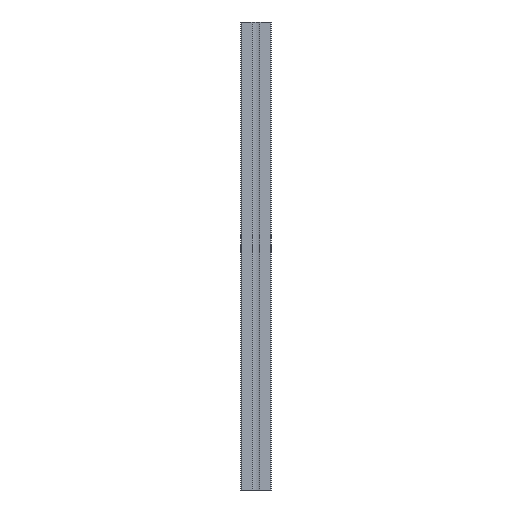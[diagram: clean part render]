
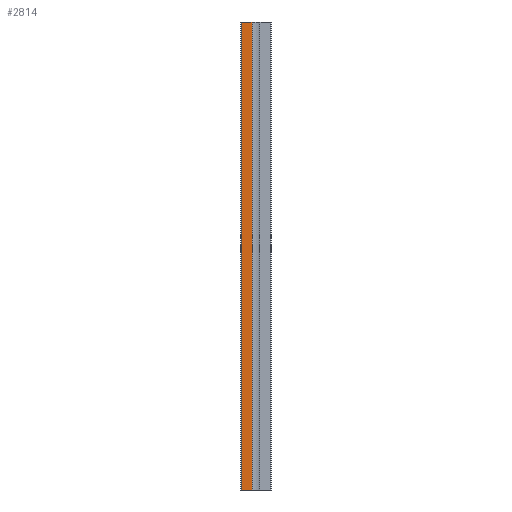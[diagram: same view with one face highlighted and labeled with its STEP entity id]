
A CAD part, left-side view. The second image highlights one B-rep face of the part: STEP entity #2814.
In plain terms, the highlighted planar face has unit normal (-1, 0, 0).
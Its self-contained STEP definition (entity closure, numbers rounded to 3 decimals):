
#144 = DIRECTION ( 'NONE',  ( 0., -1., 0. ) ) ;
#145 = VECTOR ( 'NONE', #144, 1000. ) ;
#146 = CARTESIAN_POINT ( 'NONE',  ( -12.497, 11.481, 190.5 ) ) ;
#147 = LINE ( 'NONE', #146, #145 ) ;
#148 = CARTESIAN_POINT ( 'NONE',  ( -12.497, 11.481, 190.5 ) ) ;
#149 = CARTESIAN_POINT ( 'NONE',  ( -12.497, 3.251, 190.5 ) ) ;
#175 = VERTEX_POINT ( 'NONE', #149 ) ;
#178 = VERTEX_POINT ( 'NONE', #148 ) ;
#179 = EDGE_CURVE ( 'NONE', #178, #175, #147, .T. ) ;
#190 = CARTESIAN_POINT ( 'NONE',  ( -12.497, 3.251, -190.5 ) ) ;
#204 = CARTESIAN_POINT ( 'NONE',  ( -12.497, 11.481, -190.5 ) ) ;
#230 = DIRECTION ( 'NONE',  ( 0., -1., 0. ) ) ;
#231 = VECTOR ( 'NONE', #230, 1000. ) ;
#232 = CARTESIAN_POINT ( 'NONE',  ( -12.497, 11.481, -190.5 ) ) ;
#233 = LINE ( 'NONE', #232, #231 ) ;
#640 = DIRECTION ( 'NONE',  ( 0., 0., -1. ) ) ;
#641 = DIRECTION ( 'NONE',  ( 1., 0., 0. ) ) ;
#642 = CARTESIAN_POINT ( 'NONE',  ( -12.497, 11.481, 190.5 ) ) ;
#643 = AXIS2_PLACEMENT_3D ( 'NONE', #642, #641, #640 ) ;
#644 = PLANE ( 'NONE',  #643 ) ;
#681 = FACE_OUTER_BOUND ( 'NONE', #3012, .T. ) ;
#689 = LINE ( 'NONE', #760, #759 ) ;
#758 = DIRECTION ( 'NONE',  ( 0., 0., -1. ) ) ;
#759 = VECTOR ( 'NONE', #758, 1000. ) ;
#760 = CARTESIAN_POINT ( 'NONE',  ( -12.497, 3.251, 190.5 ) ) ;
#952 = DIRECTION ( 'NONE',  ( 0., 0., -1. ) ) ;
#953 = VECTOR ( 'NONE', #952, 1000. ) ;
#954 = CARTESIAN_POINT ( 'NONE',  ( -12.497, 11.481, 190.5 ) ) ;
#1026 = LINE ( 'NONE', #954, #953 ) ;
#2433 = VERTEX_POINT ( 'NONE', #190 ) ;
#2443 = VERTEX_POINT ( 'NONE', #204 ) ;
#2456 = EDGE_CURVE ( 'NONE', #2443, #2433, #233, .T. ) ;
#2814 = ADVANCED_FACE ( 'NONE', ( #681 ), #644, .F. ) ;
#2832 = EDGE_CURVE ( 'NONE', #175, #2433, #689, .T. ) ;
#2833 = ORIENTED_EDGE ( 'NONE', *, *, #2832, .F. ) ;
#2834 = ORIENTED_EDGE ( 'NONE', *, *, #2952, .T. ) ;
#2952 = EDGE_CURVE ( 'NONE', #178, #2443, #1026, .T. ) ;
#3012 = EDGE_LOOP ( 'NONE', ( #3166, #2833, #3019, #2834 ) ) ;
#3019 = ORIENTED_EDGE ( 'NONE', *, *, #179, .F. ) ;
#3166 = ORIENTED_EDGE ( 'NONE', *, *, #2456, .T. ) ;
